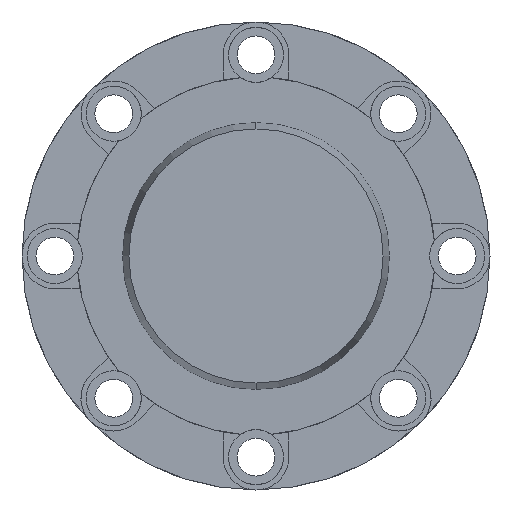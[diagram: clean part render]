
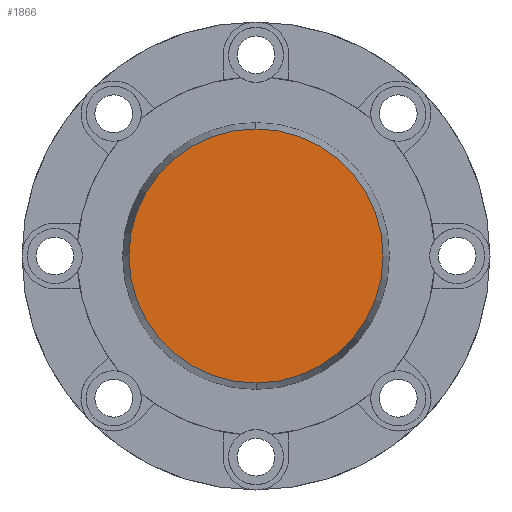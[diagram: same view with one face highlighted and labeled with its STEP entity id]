
A CAD part, left-side view. The second image highlights one B-rep face of the part: STEP entity #1866.
In plain terms, the highlighted planar face has unit normal (-1, 0, 0).
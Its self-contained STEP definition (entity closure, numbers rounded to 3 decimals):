
#118 = DIRECTION ( 'NONE',  ( 0., 0., 1. ) ) ;
#473 = VERTEX_POINT ( 'NONE', #1369 ) ;
#498 = CARTESIAN_POINT ( 'NONE',  ( -16., 0., 0. ) ) ;
#712 = FACE_OUTER_BOUND ( 'NONE', #2722, .T. ) ;
#829 = ORIENTED_EDGE ( 'NONE', *, *, #2456, .T. ) ;
#913 = DIRECTION ( 'NONE',  ( 0., 0., 1. ) ) ;
#1014 = ORIENTED_EDGE ( 'NONE', *, *, #1685, .T. ) ;
#1160 = AXIS2_PLACEMENT_3D ( 'NONE', #2584, #2332, #118 ) ;
#1326 = AXIS2_PLACEMENT_3D ( 'NONE', #498, #2686, #2623 ) ;
#1369 = CARTESIAN_POINT ( 'NONE',  ( -16., 0., 30. ) ) ;
#1685 = EDGE_CURVE ( 'NONE', #473, #2567, #2028, .T. ) ;
#1786 = PLANE ( 'NONE',  #1326 ) ;
#1866 = ADVANCED_FACE ( 'NONE', ( #712 ), #1786, .F. ) ;
#2028 = CIRCLE ( 'NONE', #1160, 30. ) ;
#2284 = CARTESIAN_POINT ( 'NONE',  ( -16., 0., 0. ) ) ;
#2310 = AXIS2_PLACEMENT_3D ( 'NONE', #2284, #3393, #913 ) ;
#2332 = DIRECTION ( 'NONE',  ( -1., 0., 0. ) ) ;
#2456 = EDGE_CURVE ( 'NONE', #2567, #473, #3414, .T. ) ;
#2567 = VERTEX_POINT ( 'NONE', #3523 ) ;
#2584 = CARTESIAN_POINT ( 'NONE',  ( -16., 0., 0. ) ) ;
#2623 = DIRECTION ( 'NONE',  ( 0., 1., 0. ) ) ;
#2686 = DIRECTION ( 'NONE',  ( 1., 0., 0. ) ) ;
#2722 = EDGE_LOOP ( 'NONE', ( #829, #1014 ) ) ;
#3393 = DIRECTION ( 'NONE',  ( -1., 0., 0. ) ) ;
#3414 = CIRCLE ( 'NONE', #2310, 30. ) ;
#3523 = CARTESIAN_POINT ( 'NONE',  ( -16., 0., -30. ) ) ;
